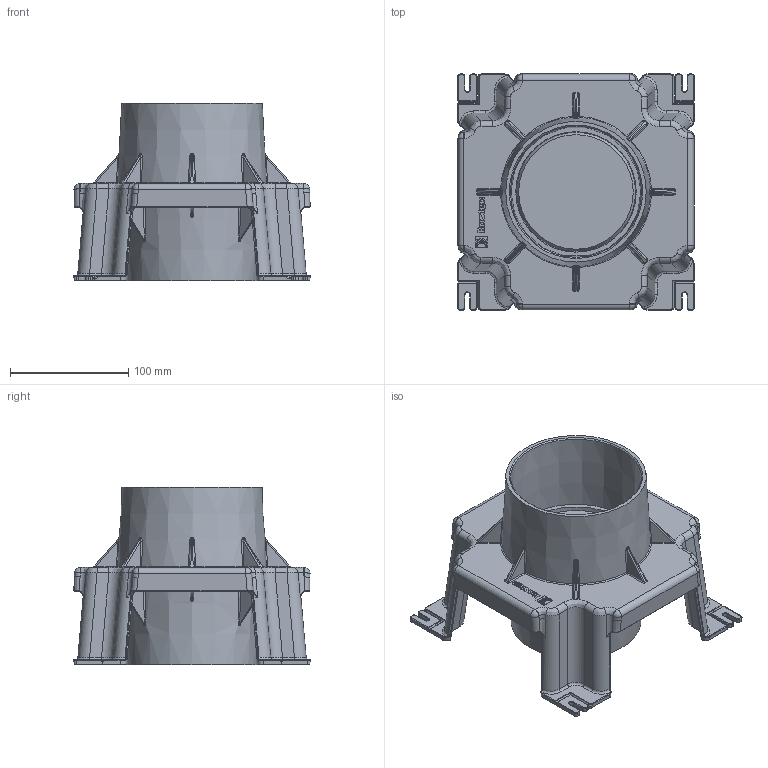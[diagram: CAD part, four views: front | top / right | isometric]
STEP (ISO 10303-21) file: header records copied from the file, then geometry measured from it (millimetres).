
FILE_DESCRIPTION((''),'2;1');
FILE_NAME('KOS_2.stp','2014-12-01T16:20:01',('se-jenboh'),(''),'Autodesk Inventor 2013','Autodesk Inventor 2013','');
FILE_SCHEMA(('AUTOMOTIVE_DESIGN { 1 0 10303 214 1 1 1 1 }'));
Length unit declared in the file: millimetre
Products named in the file (1): 100-024703
Bounding box: 199.97 x 199.97 x 150.5 mm (x, y, z)
Volume: 600596.2 mm3; surface area: 248500.3 mm2
Topology: 1 solids, 1 shells, 1939 faces, 5090 edges, 3134 vertices
Faces by surface type: plane 952, bspline 542, cylinder 365, sphere 56, cone 12, torus 12
Entity records: 68126 total; most frequent: CARTESIAN_POINT 23448, ORIENTED_EDGE 9966, DIRECTION 8104, EDGE_CURVE 4983, VERTEX_POINT 3131, VECTOR 3026, LINE 3026, AXIS2_PLACEMENT_3D 2539
